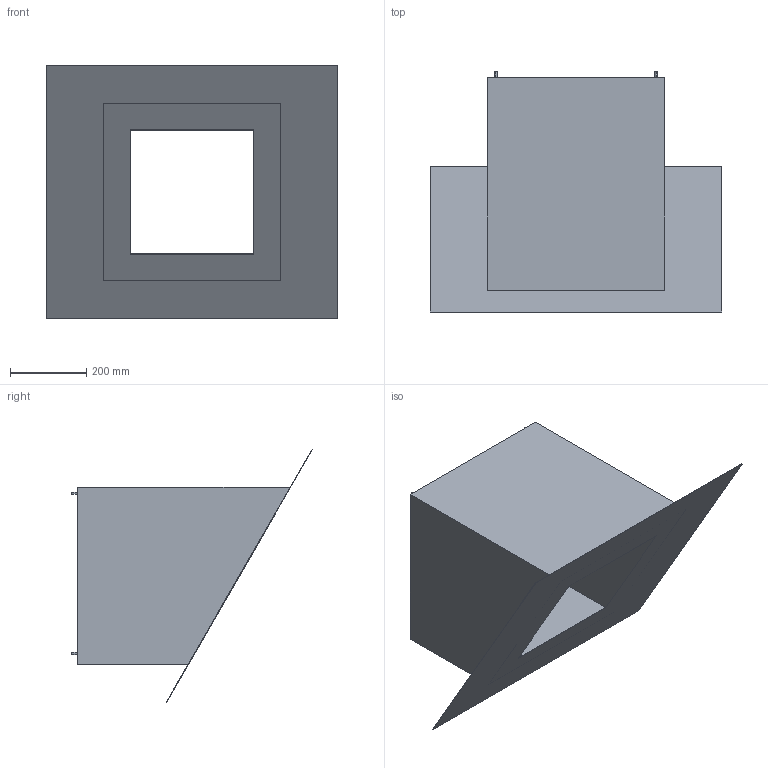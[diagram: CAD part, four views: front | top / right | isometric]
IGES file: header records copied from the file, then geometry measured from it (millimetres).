
Start section: SolidWorks IGES file using analytic representation for surfaces
Global section: file name: SOWT 18.igs; native system: SolidWorks 2009; preprocessor: SolidWorks 2009; author: WS-KO; date: 091124.144339; units: millimetre
Bounding box: 765 x 631.35 x 663.01 mm (x, y, z)
Surface area: 2255580.4 mm2 (no closed solid volume)
Topology: 0 solids, 0 shells, 29 faces, 308 edges, 308 vertices
Faces by surface type: bspline 21, revolution 8
